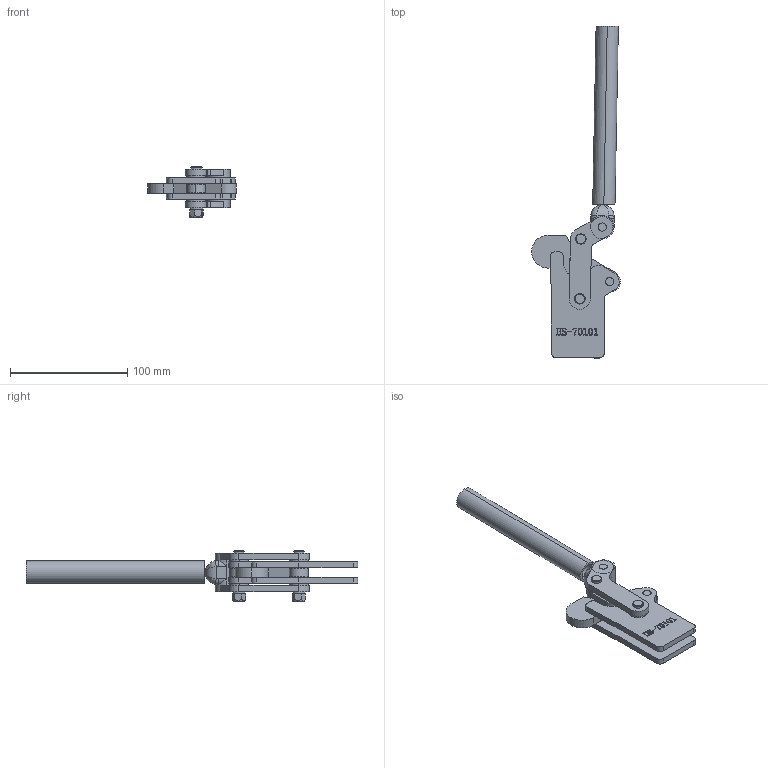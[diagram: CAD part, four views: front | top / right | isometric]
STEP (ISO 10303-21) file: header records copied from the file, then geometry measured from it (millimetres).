
FILE_DESCRIPTION (( 'STEP AP203' ), '1' );
FILE_NAME ('HS-70101.STEP', '2019-08-29T13:02:24', ( '微软用户' ), ( '微软中国' ), 'SwSTEP 2.0', 'SolidWorks 2012', '' );
FILE_SCHEMA (( 'CONFIG_CONTROL_DESIGN' ));
Length unit declared in the file: millimetre
Products named in the file (15): HS-70101; 忒參奪; prevailing torque hex nuts2 class 9 gb_GB_HEXAGON_LOCK_TYPE5 M6-N; curved single coil spring lock washers gb_GB_FASTENER_WASHER_CSLW 6; 种2; 眻种; HS-70101人头马; 忒參; 忒梟; 菜え; 路杶; 揤參; 蟀裝; 菁釱
Assembly tree (24 placements, depth 3):
  HS-70101
    菁釱
    菁釱
    蟀裝  x2
    揤參
    路杶  x2
    菜え  x4
    HS-70101人头马
      忒梟  x2
      忒參
    眻种  x2
    种2  x2
    curved single coil spring lock washers gb_GB_FASTENER_WASHER_CSLW 6  x2
    prevailing torque hex nuts2 class 9 gb_GB_HEXAGON_LOCK_TYPE5 M6-N  x2
    忒參奪
Bounding box: 75.58 x 283.19 x 42.9 mm (x, y, z)
Volume: 109364.9 mm3; surface area: 63590.5 mm2
Topology: 23 solids, 23 shells, 643 faces, 1627 edges, 1064 vertices
Faces by surface type: plane 307, cylinder 157, bspline 121, cone 54, torus 4
Entity records: 24506 total; most frequent: CARTESIAN_POINT 10348, ORIENTED_EDGE 2732, DIRECTION 2185, EDGE_CURVE 1366, VERTEX_POINT 899, VECTOR 865, LINE 865, AXIS2_PLACEMENT_3D 660
